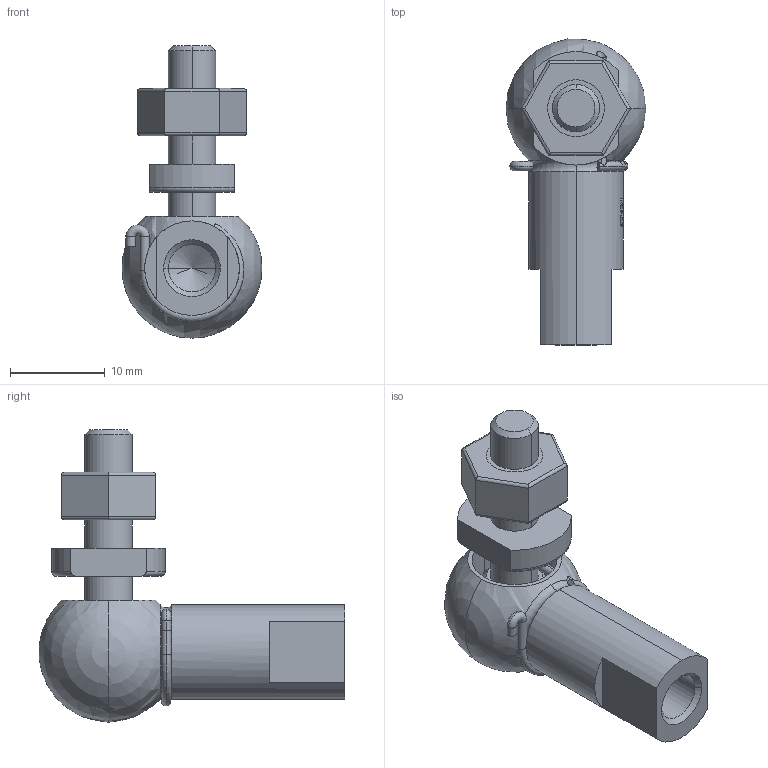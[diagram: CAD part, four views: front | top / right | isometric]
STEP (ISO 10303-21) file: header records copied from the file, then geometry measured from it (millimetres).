
FILE_DESCRIPTION((''),'2;1');
FILE_NAME('AS10_ASM','2016-11-15T',('giuseppe.caruso'),(''),'CREO PARAMETRIC BY PTC INC, 2014500','CREO PARAMETRIC BY PTC INC, 2014500','');
FILE_SCHEMA(('CONFIG_CONTROL_DESIGN'));
Length unit declared in the file: millimetre
Products named in the file (5): AS10_SHANK; AS10_CAP_AF0; DADO_CH10; AS10_SAFETY-RING; AS10_ASM
Assembly tree (4 placements, depth 2):
  AS10_ASM
    AS10_SHANK
    AS10_CAP_AF0
    DADO_CH10
    AS10_SAFETY-RING
Bounding box: 14.8 x 32.35 x 30.9 mm (x, y, z)
Volume: 3527.7 mm3; surface area: 3631.2 mm2
Topology: 4 solids, 7 shells, 313 faces, 856 edges, 555 vertices
Faces by surface type: plane 247, cylinder 46, torus 8, sphere 6, cone 6
Entity records: 10103 total; most frequent: CARTESIAN_POINT 2349, ORIENTED_EDGE 1672, DIRECTION 1429, EDGE_CURVE 842, VERTEX_POINT 555, VECTOR 537, LINE 537, AXIS2_PLACEMENT_3D 446
